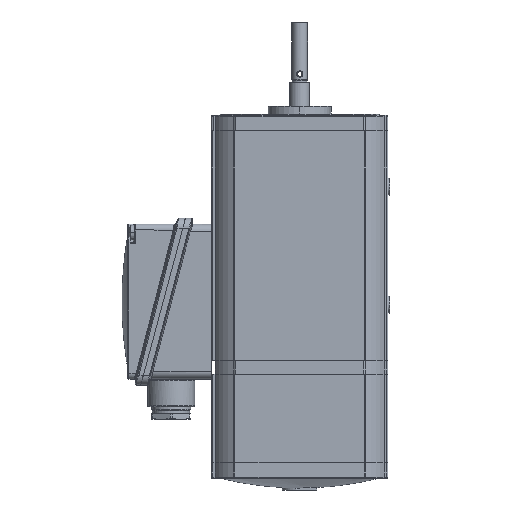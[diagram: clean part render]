
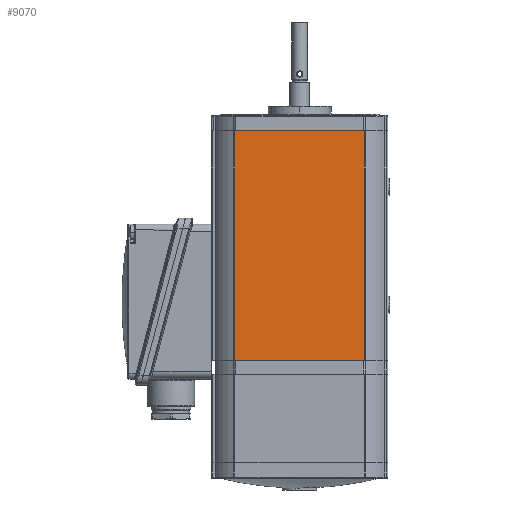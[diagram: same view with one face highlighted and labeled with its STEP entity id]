
A CAD part, left-side view. The second image highlights one B-rep face of the part: STEP entity #9070.
In plain terms, the highlighted planar face has unit normal (-1, 0, 0).
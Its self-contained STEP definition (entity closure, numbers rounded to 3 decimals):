
#260 = EDGE_LOOP ( 'NONE', ( #11355, #11356, #11357, #11358 ) ) ;
#2610 = DIRECTION ( 'NONE',  ( 0., 1., 0. ) ) ;
#2617 = CARTESIAN_POINT ( 'NONE',  ( -45., 45., 1. ) ) ;
#3243 = LINE ( 'NONE', #2617, #3245 ) ;
#3245 = VECTOR ( 'NONE', #2610, 1000. ) ;
#3505 = LINE ( 'NONE', #8091, #3511 ) ;
#3507 = LINE ( 'NONE', #8089, #3509 ) ;
#3509 = VECTOR ( 'NONE', #8086, 1000. ) ;
#3510 = LINE ( 'NONE', #8097, #3513 ) ;
#3511 = VECTOR ( 'NONE', #8096, 1000. ) ;
#3513 = VECTOR ( 'NONE', #8099, 1000. ) ;
#8086 = DIRECTION ( 'NONE',  ( 0., 0., 1. ) ) ;
#8089 = CARTESIAN_POINT ( 'NONE',  ( -45., -33., 0. ) ) ;
#8091 = CARTESIAN_POINT ( 'NONE',  ( -45., 45., 118. ) ) ;
#8096 = DIRECTION ( 'NONE',  ( 0., -1., 0. ) ) ;
#8097 = CARTESIAN_POINT ( 'NONE',  ( -45., 33., 0. ) ) ;
#8099 = DIRECTION ( 'NONE',  ( 0., 0., 1. ) ) ;
#9070 = ADVANCED_FACE ( 'NONE', ( #21312 ), #25034, .F. ) ;
#9551 = EDGE_CURVE ( 'NONE', #12426, #12459, #3243, .T. ) ;
#9742 = EDGE_CURVE ( 'NONE', #12426, #12321, #3507, .T. ) ;
#9743 = EDGE_CURVE ( 'NONE', #12322, #12321, #3505, .T. ) ;
#9744 = EDGE_CURVE ( 'NONE', #12459, #12322, #3510, .T. ) ;
#11355 = ORIENTED_EDGE ( 'NONE', *, *, #9743, .F. ) ;
#11356 = ORIENTED_EDGE ( 'NONE', *, *, #9744, .F. ) ;
#11357 = ORIENTED_EDGE ( 'NONE', *, *, #9551, .F. ) ;
#11358 = ORIENTED_EDGE ( 'NONE', *, *, #9742, .T. ) ;
#12321 = VERTEX_POINT ( 'NONE', #15817 ) ;
#12322 = VERTEX_POINT ( 'NONE', #15819 ) ;
#12426 = VERTEX_POINT ( 'NONE', #16010 ) ;
#12459 = VERTEX_POINT ( 'NONE', #16072 ) ;
#15817 = CARTESIAN_POINT ( 'NONE',  ( -45., -33., 118. ) ) ;
#15819 = CARTESIAN_POINT ( 'NONE',  ( -45., 33., 118. ) ) ;
#16010 = CARTESIAN_POINT ( 'NONE',  ( -45., -33., 1. ) ) ;
#16072 = CARTESIAN_POINT ( 'NONE',  ( -45., 33., 1. ) ) ;
#21312 = FACE_OUTER_BOUND ( 'NONE', #260, .T. ) ;
#22747 = AXIS2_PLACEMENT_3D ( 'NONE', #25051, #25053, #25055 ) ;
#25034 = PLANE ( 'NONE',  #22747 ) ;
#25051 = CARTESIAN_POINT ( 'NONE',  ( -45., 45., 119. ) ) ;
#25053 = DIRECTION ( 'NONE',  ( 1., 0., 0. ) ) ;
#25055 = DIRECTION ( 'NONE',  ( 0., 1., 0. ) ) ;
